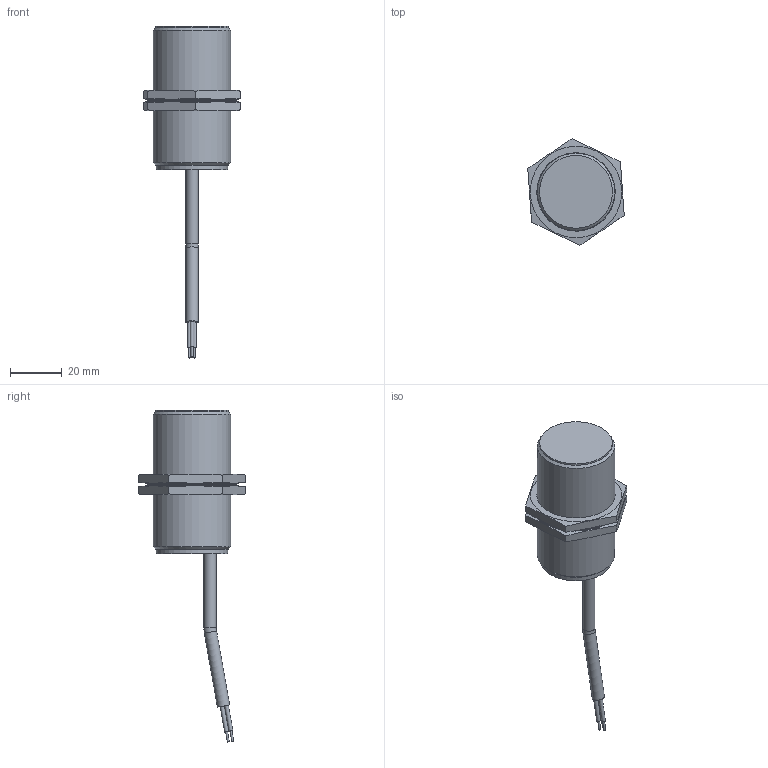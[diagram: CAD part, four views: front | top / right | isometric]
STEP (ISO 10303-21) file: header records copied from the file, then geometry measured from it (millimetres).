
FILE_DESCRIPTION(/* description */ (''),/* implementation_level */ '2;1');
FILE_NAME(/* name */ 'LA30-55 Датчик в сборе.stp',/* time_stamp */ '2021-07-29T18:29:44+07:00',/* author */ ('Omalon'),/* organization */ (''),/* preprocessor_version */ 'ST-DEVELOPER v17.2',/* originating_system */ 'Autodesk Inventor 2019',/* authorisation */ '');
FILE_SCHEMA (('AUTOMOTIVE_DESIGN { 1 0 10303 214 3 1 1 }'));
Length unit declared in the file: millimetre
Products named in the file (4): LA30-55 Датчик в 
сборе; LA30-55 датчик; LA30-55 привод; LA30-55 гайка
Assembly tree (4 placements, depth 2):
  LA30-55 Датчик в 
сборе
    LA30-55 датчик
    LA30-55 привод
    LA30-55 гайка  x2
Bounding box: 37.4 x 41.46 x 128.7 mm (x, y, z)
Volume: 43490.4 mm3; surface area: 11233.4 mm2
Topology: 4 solids, 4 shells, 1559 faces, 4618 edges, 3077 vertices
Faces by surface type: plane 1530, cylinder 18, cone 10, torus 1
Full cylindrical faces by diameter (mm): 0.75 x3, 1.5 x3, 4.8 x3, 27.8 x1, 28.2 x1, 28.376 x2, 30 x1, 31.8 x2, 34.8 x2
Entity records: 27273 total; most frequent: DIRECTION 5161, CARTESIAN_POINT 4707, ORIENTED_EDGE 4660, EDGE_CURVE 2330, AXIS2_PLACEMENT_3D 2042, VERTEX_POINT 1552, LINE 1077, VECTOR 1077
